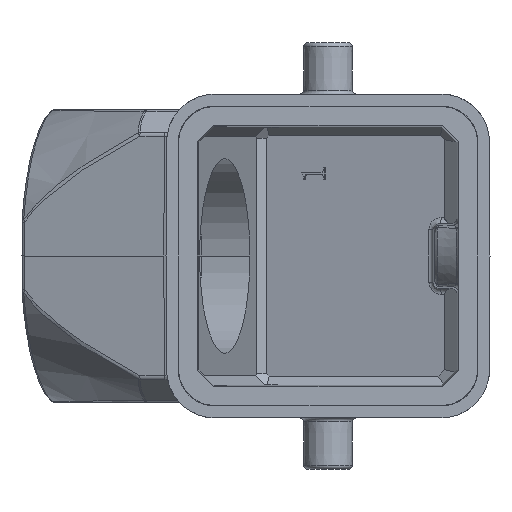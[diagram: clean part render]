
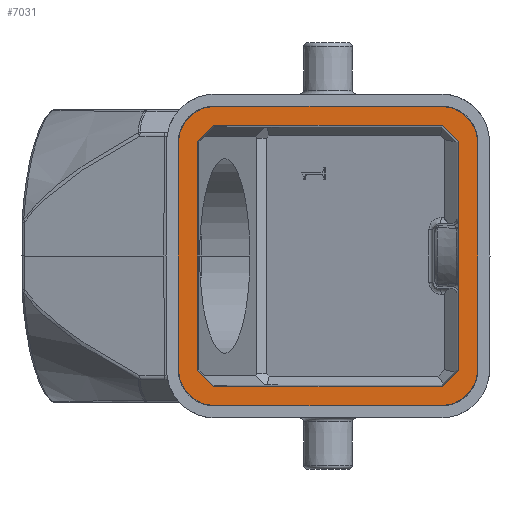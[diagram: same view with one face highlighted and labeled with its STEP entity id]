
A CAD part, front view. The second image highlights one B-rep face of the part: STEP entity #7031.
In plain terms, the highlighted planar face has unit normal (0, -1, 0).
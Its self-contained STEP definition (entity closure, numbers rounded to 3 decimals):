
#802=DIRECTION('',(0.,0.,1.));
#803=VECTOR('',#802,18.805);
#804=CARTESIAN_POINT('',(10.75,3.7,-9.403));
#805=LINE('',#804,#803);
#885=CARTESIAN_POINT('',(-9.3,3.7,9.3));
#886=DIRECTION('',(0.,-1.,0.));
#887=DIRECTION('',(0.,0.,1.));
#888=AXIS2_PLACEMENT_3D('',#885,#886,#887);
#890=CARTESIAN_POINT('',(9.3,3.7,9.3));
#891=DIRECTION('',(0.,-1.,0.));
#892=DIRECTION('',(1.,0.,0.));
#893=AXIS2_PLACEMENT_3D('',#890,#891,#892);
#895=CARTESIAN_POINT('',(9.3,3.7,-9.3));
#896=DIRECTION('',(0.,-1.,0.));
#897=DIRECTION('',(0.,0.,-1.));
#898=AXIS2_PLACEMENT_3D('',#895,#896,#897);
#900=CARTESIAN_POINT('',(-9.3,3.7,-9.3));
#901=DIRECTION('',(0.,-1.,0.));
#902=DIRECTION('',(-1.,0.,0.));
#903=AXIS2_PLACEMENT_3D('',#900,#901,#902);
#905=DIRECTION('',(-0.707,0.,0.707));
#906=VECTOR('',#905,1.906);
#907=CARTESIAN_POINT('',(-9.403,3.7,-10.75));
#908=LINE('',#907,#906);
#909=DIRECTION('',(-0.707,0.,-0.707));
#910=VECTOR('',#909,1.906);
#911=CARTESIAN_POINT('',(10.75,3.7,-9.403));
#912=LINE('',#911,#910);
#913=DIRECTION('',(0.707,0.,-0.707));
#914=VECTOR('',#913,1.906);
#915=CARTESIAN_POINT('',(9.403,3.7,10.75));
#916=LINE('',#915,#914);
#917=DIRECTION('',(0.707,0.,0.707));
#918=VECTOR('',#917,1.906);
#919=CARTESIAN_POINT('',(-10.75,3.7,9.403));
#920=LINE('',#919,#918);
#921=DIRECTION('',(0.,0.,1.));
#922=VECTOR('',#921,18.6);
#923=CARTESIAN_POINT('',(-12.3,3.7,-9.3));
#924=LINE('',#923,#922);
#941=DIRECTION('',(1.,0.,0.));
#942=VECTOR('',#941,18.6);
#943=CARTESIAN_POINT('',(-9.3,3.7,12.3));
#944=LINE('',#943,#942);
#957=DIRECTION('',(0.,0.,-1.));
#958=VECTOR('',#957,18.6);
#959=CARTESIAN_POINT('',(12.3,3.7,9.3));
#960=LINE('',#959,#958);
#973=DIRECTION('',(-1.,0.,0.));
#974=VECTOR('',#973,18.6);
#975=CARTESIAN_POINT('',(9.3,3.7,-12.3));
#976=LINE('',#975,#974);
#993=DIRECTION('',(1.,0.,0.));
#994=VECTOR('',#993,18.805);
#995=CARTESIAN_POINT('',(-9.403,3.7,-10.75));
#996=LINE('',#995,#994);
#1083=DIRECTION('',(0.,0.,-1.));
#1084=VECTOR('',#1083,18.805);
#1085=CARTESIAN_POINT('',(-10.75,3.7,9.403));
#1086=LINE('',#1085,#1084);
#1099=DIRECTION('',(-1.,0.,0.));
#1100=VECTOR('',#1099,18.805);
#1101=CARTESIAN_POINT('',(9.403,3.7,10.75));
#1102=LINE('',#1101,#1100);
#5061=CARTESIAN_POINT('',(10.75,3.7,9.403));
#5062=VERTEX_POINT('',#5061);
#5063=CARTESIAN_POINT('',(9.403,3.7,10.75));
#5064=VERTEX_POINT('',#5063);
#5300=CARTESIAN_POINT('',(9.403,3.7,-10.75));
#5301=VERTEX_POINT('',#5300);
#5302=CARTESIAN_POINT('',(10.75,3.7,-9.403));
#5303=VERTEX_POINT('',#5302);
#5334=CARTESIAN_POINT('',(-10.75,3.7,9.403));
#5335=VERTEX_POINT('',#5334);
#5338=CARTESIAN_POINT('',(-9.403,3.7,10.75));
#5339=VERTEX_POINT('',#5338);
#5344=CARTESIAN_POINT('',(-9.403,3.7,-10.75));
#5345=VERTEX_POINT('',#5344);
#5348=CARTESIAN_POINT('',(-10.75,3.7,-9.403));
#5349=VERTEX_POINT('',#5348);
#5352=CARTESIAN_POINT('',(9.3,3.7,-12.3));
#5353=CARTESIAN_POINT('',(-9.3,3.7,-12.3));
#5354=VERTEX_POINT('',#5352);
#5355=VERTEX_POINT('',#5353);
#5356=CARTESIAN_POINT('',(-12.3,3.7,-9.3));
#5357=VERTEX_POINT('',#5356);
#5358=CARTESIAN_POINT('',(12.3,3.7,9.3));
#5359=CARTESIAN_POINT('',(9.3,3.7,12.3));
#5360=VERTEX_POINT('',#5358);
#5361=VERTEX_POINT('',#5359);
#5362=CARTESIAN_POINT('',(12.3,3.7,-9.3));
#5363=VERTEX_POINT('',#5362);
#5364=CARTESIAN_POINT('',(-12.3,3.7,9.3));
#5365=VERTEX_POINT('',#5364);
#5366=CARTESIAN_POINT('',(-9.3,3.7,12.3));
#5367=VERTEX_POINT('',#5366);
#6992=CARTESIAN_POINT('',(0.,3.7,-11.9));
#6993=DIRECTION('',(0.,-1.,0.));
#6994=DIRECTION('',(0.,0.,-1.));
#6995=AXIS2_PLACEMENT_3D('',#6992,#6993,#6994);
#6996=PLANE('',#6995);
#6998=ORIENTED_EDGE('',*,*,#6997,.T.);
#7000=ORIENTED_EDGE('',*,*,#6999,.F.);
#7002=ORIENTED_EDGE('',*,*,#7001,.T.);
#7004=ORIENTED_EDGE('',*,*,#7003,.F.);
#7006=ORIENTED_EDGE('',*,*,#7005,.T.);
#7008=ORIENTED_EDGE('',*,*,#7007,.F.);
#7010=ORIENTED_EDGE('',*,*,#7009,.T.);
#7012=ORIENTED_EDGE('',*,*,#7011,.F.);
#7013=EDGE_LOOP('',(#6998,#7000,#7002,#7004,#7006,#7008,#7010,#7012));
#7014=FACE_OUTER_BOUND('',#7013,.F.);
#7016=ORIENTED_EDGE('',*,*,#7015,.F.);
#7018=ORIENTED_EDGE('',*,*,#7017,.T.);
#7020=ORIENTED_EDGE('',*,*,#7019,.F.);
#7021=ORIENTED_EDGE('',*,*,#6731,.T.);
#7022=ORIENTED_EDGE('',*,*,#6291,.F.);
#7024=ORIENTED_EDGE('',*,*,#7023,.T.);
#7026=ORIENTED_EDGE('',*,*,#7025,.F.);
#7028=ORIENTED_EDGE('',*,*,#7027,.T.);
#7029=EDGE_LOOP('',(#7016,#7018,#7020,#7021,#7022,#7024,#7026,#7028));
#7030=FACE_BOUND('',#7029,.F.);
#7031=ADVANCED_FACE('',(#7014,#7030),#6996,.T.);
#889=CIRCLE('',#888,3.);
#894=CIRCLE('',#893,3.);
#899=CIRCLE('',#898,3.);
#904=CIRCLE('',#903,3.);
#6291=EDGE_CURVE('',#5064,#5062,#916,.T.);
#6731=EDGE_CURVE('',#5303,#5062,#805,.T.);
#6997=EDGE_CURVE('',#5357,#5365,#924,.T.);
#6999=EDGE_CURVE('',#5367,#5365,#889,.T.);
#7001=EDGE_CURVE('',#5367,#5361,#944,.T.);
#7003=EDGE_CURVE('',#5360,#5361,#894,.T.);
#7005=EDGE_CURVE('',#5360,#5363,#960,.T.);
#7007=EDGE_CURVE('',#5354,#5363,#899,.T.);
#7009=EDGE_CURVE('',#5354,#5355,#976,.T.);
#7011=EDGE_CURVE('',#5357,#5355,#904,.T.);
#7015=EDGE_CURVE('',#5345,#5349,#908,.T.);
#7017=EDGE_CURVE('',#5345,#5301,#996,.T.);
#7019=EDGE_CURVE('',#5303,#5301,#912,.T.);
#7023=EDGE_CURVE('',#5064,#5339,#1102,.T.);
#7025=EDGE_CURVE('',#5335,#5339,#920,.T.);
#7027=EDGE_CURVE('',#5335,#5349,#1086,.T.);
